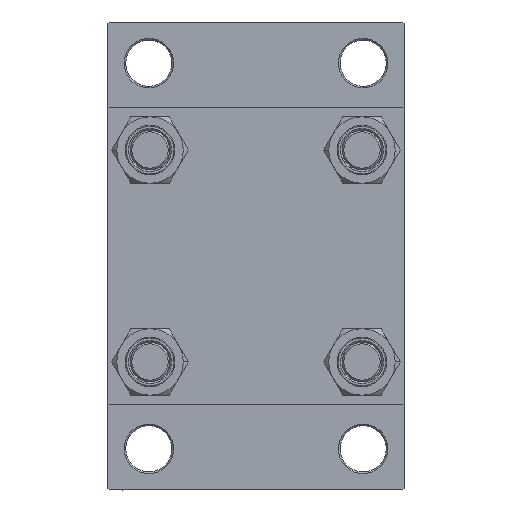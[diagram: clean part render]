
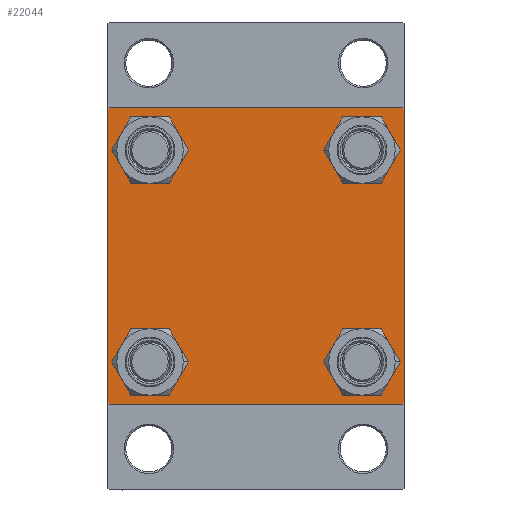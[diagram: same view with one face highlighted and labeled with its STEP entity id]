
A CAD part, left-side view. The second image highlights one B-rep face of the part: STEP entity #22044.
In plain terms, the highlighted planar face has unit normal (-1, 0, 0).
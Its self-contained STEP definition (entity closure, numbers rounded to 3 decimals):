
#200 = VECTOR ( 'NONE', #23245, 1000. ) ;
#656 = ORIENTED_EDGE ( 'NONE', *, *, #39687, .T. ) ;
#694 = PLANE ( 'NONE',  #14024 ) ;
#1047 = DIRECTION ( 'NONE',  ( 0., -0.707, 0.707 ) ) ;
#2193 = CARTESIAN_POINT ( 'NONE',  ( 0., 45., -44.5 ) ) ;
#2468 = DIRECTION ( 'NONE',  ( 0., -0.707, -0.707 ) ) ;
#2477 = EDGE_CURVE ( 'NONE', #33136, #30905, #22434, .T. ) ;
#2579 = ORIENTED_EDGE ( 'NONE', *, *, #38490, .T. ) ;
#3038 = EDGE_CURVE ( 'NONE', #41731, #34060, #43115, .T. ) ;
#3589 = CARTESIAN_POINT ( 'NONE',  ( 0., -32.15, 32.15 ) ) ;
#4355 = DIRECTION ( 'NONE',  ( 0., 0., 1. ) ) ;
#6387 = ORIENTED_EDGE ( 'NONE', *, *, #3038, .T. ) ;
#6940 = CIRCLE ( 'NONE', #48199, 6.5 ) ;
#7223 = CARTESIAN_POINT ( 'NONE',  ( 0., -45., 44.5 ) ) ;
#7647 = AXIS2_PLACEMENT_3D ( 'NONE', #17442, #32647, #48322 ) ;
#7876 = CARTESIAN_POINT ( 'NONE',  ( 0., 32.15, -25.65 ) ) ;
#7968 = CARTESIAN_POINT ( 'NONE',  ( 0., 45., 45. ) ) ;
#8050 = CARTESIAN_POINT ( 'NONE',  ( 0., -44.75, 44.75 ) ) ;
#8097 = VECTOR ( 'NONE', #2468, 1000. ) ;
#8161 = EDGE_CURVE ( 'NONE', #33027, #19568, #21725, .T. ) ;
#8416 = CARTESIAN_POINT ( 'NONE',  ( 0., -44.75, -44.75 ) ) ;
#9099 = VERTEX_POINT ( 'NONE', #48615 ) ;
#9358 = DIRECTION ( 'NONE',  ( 0., 0., 1. ) ) ;
#9387 = FACE_BOUND ( 'NONE', #19681, .T. ) ;
#10064 = CIRCLE ( 'NONE', #7647, 6.5 ) ;
#11052 = ORIENTED_EDGE ( 'NONE', *, *, #34328, .T. ) ;
#11138 = EDGE_CURVE ( 'NONE', #16150, #38921, #41490, .T. ) ;
#12235 = VECTOR ( 'NONE', #44422, 1000. ) ;
#12759 = EDGE_CURVE ( 'NONE', #9099, #38073, #44918, .T. ) ;
#12848 = CARTESIAN_POINT ( 'NONE',  ( 0., -45., -44.5 ) ) ;
#13181 = CARTESIAN_POINT ( 'NONE',  ( 0., -32.15, -32.15 ) ) ;
#13260 = ORIENTED_EDGE ( 'NONE', *, *, #47902, .F. ) ;
#13699 = DIRECTION ( 'NONE',  ( 0., 0., 1. ) ) ;
#14024 = AXIS2_PLACEMENT_3D ( 'NONE', #32114, #28318, #46807 ) ;
#14341 = CARTESIAN_POINT ( 'NONE',  ( 0., 32.15, -38.65 ) ) ;
#14469 = EDGE_LOOP ( 'NONE', ( #28537, #20373 ) ) ;
#16150 = VERTEX_POINT ( 'NONE', #2193 ) ;
#17008 = FACE_BOUND ( 'NONE', #14469, .T. ) ;
#17442 = CARTESIAN_POINT ( 'NONE',  ( 0., -32.15, 32.15 ) ) ;
#17501 = EDGE_CURVE ( 'NONE', #25597, #43424, #28065, .T. ) ;
#17575 = DIRECTION ( 'NONE',  ( 0., 0., -1. ) ) ;
#17788 = CARTESIAN_POINT ( 'NONE',  ( 0., 45., -45. ) ) ;
#18016 = EDGE_LOOP ( 'NONE', ( #34593, #656 ) ) ;
#19137 = CARTESIAN_POINT ( 'NONE',  ( 0., 32.15, 32.15 ) ) ;
#19451 = EDGE_CURVE ( 'NONE', #26522, #40279, #22953, .T. ) ;
#19568 = VERTEX_POINT ( 'NONE', #38171 ) ;
#19681 = EDGE_LOOP ( 'NONE', ( #2579, #44074 ) ) ;
#20031 = CARTESIAN_POINT ( 'NONE',  ( 0., -32.15, -32.15 ) ) ;
#20049 = AXIS2_PLACEMENT_3D ( 'NONE', #3589, #39069, #4355 ) ;
#20065 = ORIENTED_EDGE ( 'NONE', *, *, #37974, .T. ) ;
#20112 = ORIENTED_EDGE ( 'NONE', *, *, #11138, .T. ) ;
#20373 = ORIENTED_EDGE ( 'NONE', *, *, #29714, .T. ) ;
#20385 = LINE ( 'NONE', #39882, #40050 ) ;
#21546 = AXIS2_PLACEMENT_3D ( 'NONE', #39180, #27539, #34890 ) ;
#21596 = ORIENTED_EDGE ( 'NONE', *, *, #27921, .T. ) ;
#21725 = CIRCLE ( 'NONE', #33851, 6.5 ) ;
#21949 = CARTESIAN_POINT ( 'NONE',  ( 0., 32.15, -32.15 ) ) ;
#22044 = ADVANCED_FACE ( 'NONE', ( #17008, #32459, #9387, #48129, #24260 ), #694, .T. ) ;
#22434 = CIRCLE ( 'NONE', #20049, 6.5 ) ;
#22953 = CIRCLE ( 'NONE', #31033, 6.5 ) ;
#23170 = DIRECTION ( 'NONE',  ( 0., -1., 0. ) ) ;
#23245 = DIRECTION ( 'NONE',  ( 0., 0.707, 0.707 ) ) ;
#24030 = AXIS2_PLACEMENT_3D ( 'NONE', #13181, #44063, #9358 ) ;
#24249 = ORIENTED_EDGE ( 'NONE', *, *, #17501, .T. ) ;
#24260 = FACE_OUTER_BOUND ( 'NONE', #32578, .T. ) ;
#24899 = VECTOR ( 'NONE', #1047, 1000. ) ;
#25024 = EDGE_CURVE ( 'NONE', #25597, #34060, #48018, .T. ) ;
#25597 = VERTEX_POINT ( 'NONE', #7223 ) ;
#25807 = VECTOR ( 'NONE', #23170, 1000. ) ;
#25837 = CARTESIAN_POINT ( 'NONE',  ( 0., 44.5, -45. ) ) ;
#26244 = CARTESIAN_POINT ( 'NONE',  ( 0., -32.15, -25.65 ) ) ;
#26522 = VERTEX_POINT ( 'NONE', #14341 ) ;
#27539 = DIRECTION ( 'NONE',  ( 1., 0., 0. ) ) ;
#27921 = EDGE_CURVE ( 'NONE', #38921, #41731, #37032, .T. ) ;
#28065 = LINE ( 'NONE', #8050, #200 ) ;
#28318 = DIRECTION ( 'NONE',  ( -1., 0., 0. ) ) ;
#28537 = ORIENTED_EDGE ( 'NONE', *, *, #2477, .T. ) ;
#28726 = CIRCLE ( 'NONE', #49708, 6.5 ) ;
#29714 = EDGE_CURVE ( 'NONE', #30905, #33136, #10064, .T. ) ;
#30338 = EDGE_LOOP ( 'NONE', ( #45394, #20065 ) ) ;
#30905 = VERTEX_POINT ( 'NONE', #36947 ) ;
#30983 = EDGE_CURVE ( 'NONE', #32014, #35932, #28726, .T. ) ;
#31033 = AXIS2_PLACEMENT_3D ( 'NONE', #21949, #33130, #33373 ) ;
#31293 = DIRECTION ( 'NONE',  ( 1., 0., 0. ) ) ;
#32014 = VERTEX_POINT ( 'NONE', #47787 ) ;
#32114 = CARTESIAN_POINT ( 'NONE',  ( 0., 0., 0. ) ) ;
#32459 = FACE_BOUND ( 'NONE', #18016, .T. ) ;
#32578 = EDGE_LOOP ( 'NONE', ( #11052, #20112, #21596, #6387, #45968, #24249, #13260, #37164 ) ) ;
#32647 = DIRECTION ( 'NONE',  ( 1., 0., 0. ) ) ;
#33027 = VERTEX_POINT ( 'NONE', #26244 ) ;
#33130 = DIRECTION ( 'NONE',  ( 1., 0., 0. ) ) ;
#33136 = VERTEX_POINT ( 'NONE', #38908 ) ;
#33249 = DIRECTION ( 'NONE',  ( 0., -1., 0. ) ) ;
#33373 = DIRECTION ( 'NONE',  ( 0., 0., 1. ) ) ;
#33537 = CARTESIAN_POINT ( 'NONE',  ( 0., 44.75, 44.75 ) ) ;
#33851 = AXIS2_PLACEMENT_3D ( 'NONE', #20031, #36229, #43572 ) ;
#34060 = VERTEX_POINT ( 'NONE', #12848 ) ;
#34328 = EDGE_CURVE ( 'NONE', #38073, #16150, #20385, .T. ) ;
#34593 = ORIENTED_EDGE ( 'NONE', *, *, #8161, .T. ) ;
#34890 = DIRECTION ( 'NONE',  ( 0., 0., 1. ) ) ;
#35932 = VERTEX_POINT ( 'NONE', #43446 ) ;
#36229 = DIRECTION ( 'NONE',  ( 1., 0., 0. ) ) ;
#36633 = DIRECTION ( 'NONE',  ( 0., 0., -1. ) ) ;
#36947 = CARTESIAN_POINT ( 'NONE',  ( 0., -32.15, 25.65 ) ) ;
#37032 = LINE ( 'NONE', #17788, #43979 ) ;
#37164 = ORIENTED_EDGE ( 'NONE', *, *, #12759, .T. ) ;
#37974 = EDGE_CURVE ( 'NONE', #35932, #32014, #6940, .T. ) ;
#38073 = VERTEX_POINT ( 'NONE', #47636 ) ;
#38171 = CARTESIAN_POINT ( 'NONE',  ( 0., -32.15, -38.65 ) ) ;
#38490 = EDGE_CURVE ( 'NONE', #40279, #26522, #44221, .T. ) ;
#38883 = LINE ( 'NONE', #7968, #25807 ) ;
#38908 = CARTESIAN_POINT ( 'NONE',  ( 0., -32.15, 38.65 ) ) ;
#38921 = VERTEX_POINT ( 'NONE', #25837 ) ;
#39069 = DIRECTION ( 'NONE',  ( 1., 0., 0. ) ) ;
#39180 = CARTESIAN_POINT ( 'NONE',  ( 0., 32.15, -32.15 ) ) ;
#39405 = CARTESIAN_POINT ( 'NONE',  ( 0., -44.5, 45. ) ) ;
#39687 = EDGE_CURVE ( 'NONE', #19568, #33027, #47477, .T. ) ;
#39882 = CARTESIAN_POINT ( 'NONE',  ( 0., 45., 45. ) ) ;
#40023 = VECTOR ( 'NONE', #36633, 1000. ) ;
#40050 = VECTOR ( 'NONE', #17575, 1000. ) ;
#40279 = VERTEX_POINT ( 'NONE', #7876 ) ;
#40290 = DIRECTION ( 'NONE',  ( 1., 0., 0. ) ) ;
#41488 = DIRECTION ( 'NONE',  ( 0., 0., 1. ) ) ;
#41490 = LINE ( 'NONE', #44540, #8097 ) ;
#41731 = VERTEX_POINT ( 'NONE', #45259 ) ;
#43115 = LINE ( 'NONE', #8416, #24899 ) ;
#43424 = VERTEX_POINT ( 'NONE', #39405 ) ;
#43446 = CARTESIAN_POINT ( 'NONE',  ( 0., 32.15, 25.65 ) ) ;
#43572 = DIRECTION ( 'NONE',  ( 0., 0., 1. ) ) ;
#43976 = CARTESIAN_POINT ( 'NONE',  ( 0., -45., 45. ) ) ;
#43979 = VECTOR ( 'NONE', #33249, 1000. ) ;
#44063 = DIRECTION ( 'NONE',  ( 1., 0., 0. ) ) ;
#44074 = ORIENTED_EDGE ( 'NONE', *, *, #19451, .T. ) ;
#44221 = CIRCLE ( 'NONE', #21546, 6.5 ) ;
#44422 = DIRECTION ( 'NONE',  ( 0., 0.707, -0.707 ) ) ;
#44540 = CARTESIAN_POINT ( 'NONE',  ( 0., 44.75, -44.75 ) ) ;
#44918 = LINE ( 'NONE', #33537, #12235 ) ;
#45259 = CARTESIAN_POINT ( 'NONE',  ( 0., -44.5, -45. ) ) ;
#45394 = ORIENTED_EDGE ( 'NONE', *, *, #30983, .T. ) ;
#45968 = ORIENTED_EDGE ( 'NONE', *, *, #25024, .F. ) ;
#46807 = DIRECTION ( 'NONE',  ( 0., 0., 1. ) ) ;
#47477 = CIRCLE ( 'NONE', #24030, 6.5 ) ;
#47636 = CARTESIAN_POINT ( 'NONE',  ( 0., 45., 44.5 ) ) ;
#47787 = CARTESIAN_POINT ( 'NONE',  ( 0., 32.15, 38.65 ) ) ;
#47902 = EDGE_CURVE ( 'NONE', #9099, #43424, #38883, .T. ) ;
#48018 = LINE ( 'NONE', #43976, #40023 ) ;
#48129 = FACE_BOUND ( 'NONE', #30338, .T. ) ;
#48199 = AXIS2_PLACEMENT_3D ( 'NONE', #48376, #40290, #13699 ) ;
#48322 = DIRECTION ( 'NONE',  ( 0., 0., 1. ) ) ;
#48376 = CARTESIAN_POINT ( 'NONE',  ( 0., 32.15, 32.15 ) ) ;
#48615 = CARTESIAN_POINT ( 'NONE',  ( 0., 44.5, 45. ) ) ;
#49708 = AXIS2_PLACEMENT_3D ( 'NONE', #19137, #31293, #41488 ) ;
